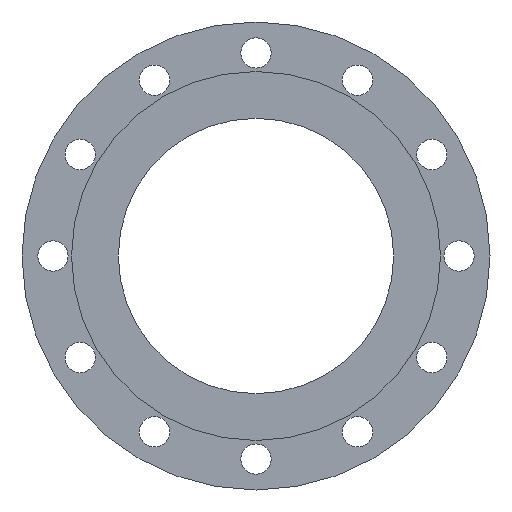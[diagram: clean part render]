
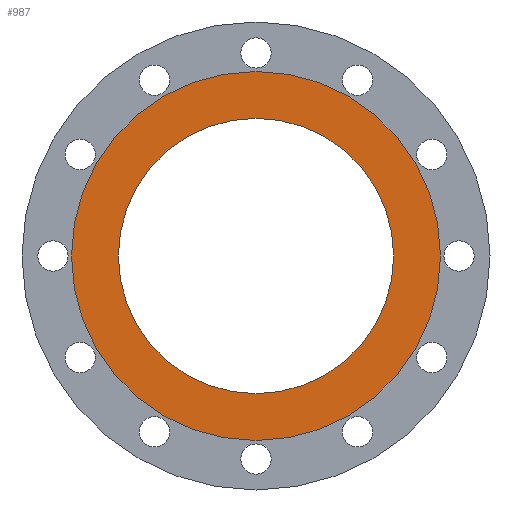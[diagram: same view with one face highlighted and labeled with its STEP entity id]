
A CAD part, front view. The second image highlights one B-rep face of the part: STEP entity #987.
In plain terms, the highlighted planar face has unit normal (0, -1, 0).
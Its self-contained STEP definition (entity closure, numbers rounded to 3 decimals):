
#43 = DIRECTION ( 'NONE',  ( 0., 0., 1. ) ) ;
#152 = DIRECTION ( 'NONE',  ( 0., 1., 0. ) ) ;
#192 = CARTESIAN_POINT ( 'NONE',  ( 0., 0., 0. ) ) ;
#208 = CIRCLE ( 'NONE', #486, 134. ) ;
#239 = CARTESIAN_POINT ( 'NONE',  ( 0., 0., 0. ) ) ;
#241 = CARTESIAN_POINT ( 'NONE',  ( 0., 0., -134. ) ) ;
#278 = DIRECTION ( 'NONE',  ( 0., 1., 0. ) ) ;
#345 = EDGE_LOOP ( 'NONE', ( #971, #1013 ) ) ;
#395 = DIRECTION ( 'NONE',  ( 0., -1., 0. ) ) ;
#398 = EDGE_CURVE ( 'NONE', #1082, #588, #647, .T. ) ;
#409 = EDGE_LOOP ( 'NONE', ( #812, #719 ) ) ;
#410 = FACE_BOUND ( 'NONE', #409, .T. ) ;
#451 = EDGE_CURVE ( 'NONE', #588, #1082, #208, .T. ) ;
#454 = CARTESIAN_POINT ( 'NONE',  ( 0., 0., -100. ) ) ;
#486 = AXIS2_PLACEMENT_3D ( 'NONE', #192, #278, #43 ) ;
#505 = DIRECTION ( 'NONE',  ( 0., 0., -1. ) ) ;
#572 = DIRECTION ( 'NONE',  ( 0., 0., 1. ) ) ;
#588 = VERTEX_POINT ( 'NONE', #241 ) ;
#625 = VERTEX_POINT ( 'NONE', #1306 ) ;
#647 = CIRCLE ( 'NONE', #1169, 134. ) ;
#665 = CIRCLE ( 'NONE', #1104, 100. ) ;
#719 = ORIENTED_EDGE ( 'NONE', *, *, #1066, .T. ) ;
#732 = CIRCLE ( 'NONE', #864, 100. ) ;
#751 = DIRECTION ( 'NONE',  ( 0., 0., 1. ) ) ;
#764 = EDGE_CURVE ( 'NONE', #625, #1159, #732, .T. ) ;
#766 = CARTESIAN_POINT ( 'NONE',  ( 0., 0., 134. ) ) ;
#812 = ORIENTED_EDGE ( 'NONE', *, *, #764, .T. ) ;
#848 = FACE_OUTER_BOUND ( 'NONE', #345, .T. ) ;
#864 = AXIS2_PLACEMENT_3D ( 'NONE', #921, #1001, #1133 ) ;
#921 = CARTESIAN_POINT ( 'NONE',  ( 0., 0., 0. ) ) ;
#971 = ORIENTED_EDGE ( 'NONE', *, *, #398, .F. ) ;
#987 = ADVANCED_FACE ( 'NONE', ( #410, #848 ), #1160, .T. ) ;
#1001 = DIRECTION ( 'NONE',  ( 0., 1., 0. ) ) ;
#1013 = ORIENTED_EDGE ( 'NONE', *, *, #451, .F. ) ;
#1066 = EDGE_CURVE ( 'NONE', #1159, #625, #665, .T. ) ;
#1082 = VERTEX_POINT ( 'NONE', #766 ) ;
#1104 = AXIS2_PLACEMENT_3D ( 'NONE', #239, #1397, #751 ) ;
#1122 = CARTESIAN_POINT ( 'NONE',  ( 0., 0., 0. ) ) ;
#1133 = DIRECTION ( 'NONE',  ( 0., 0., 1. ) ) ;
#1159 = VERTEX_POINT ( 'NONE', #454 ) ;
#1160 = PLANE ( 'NONE',  #1177 ) ;
#1169 = AXIS2_PLACEMENT_3D ( 'NONE', #1122, #152, #572 ) ;
#1177 = AXIS2_PLACEMENT_3D ( 'NONE', #1248, #395, #505 ) ;
#1248 = CARTESIAN_POINT ( 'NONE',  ( 0., 0., 100. ) ) ;
#1306 = CARTESIAN_POINT ( 'NONE',  ( 0., 0., 100. ) ) ;
#1397 = DIRECTION ( 'NONE',  ( 0., 1., 0. ) ) ;
